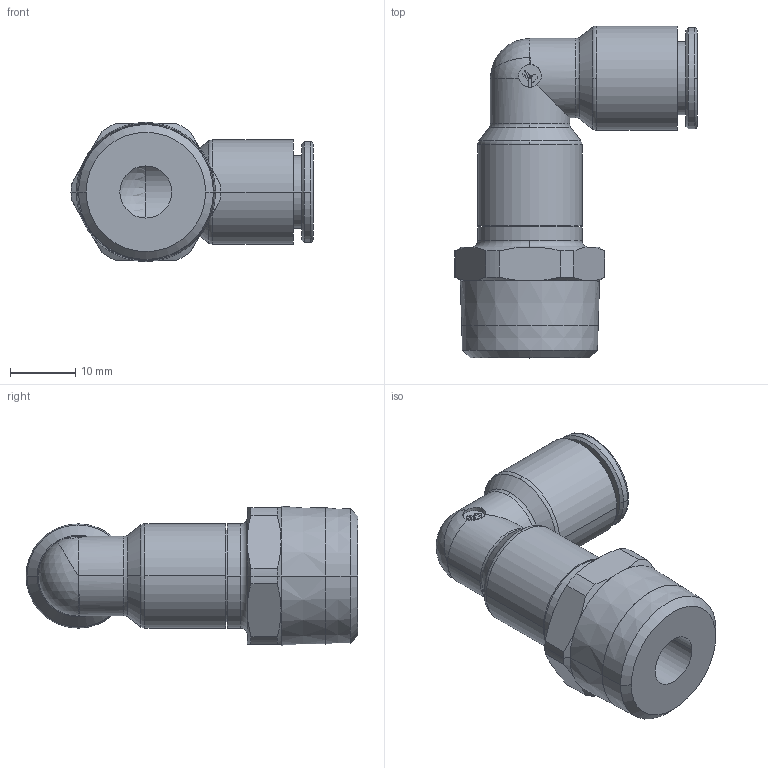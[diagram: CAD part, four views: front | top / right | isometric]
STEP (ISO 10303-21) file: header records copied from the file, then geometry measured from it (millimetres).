
FILE_DESCRIPTION(('STEP AP214'),'1');
FILE_NAME('3129_10_21.stp','2016-07-07T14:15:29',('TraceParts'),('TraceParts S.A.'),'Spatial InterOp 3D',' ',' ');
FILE_SCHEMA(('automotive_design'));
Length unit declared in the file: millimetre
Products named in the file (1): 1
Bounding box: 37.15 x 50.95 x 21.38 mm (x, y, z)
Volume: 9662.7 mm3; surface area: 6561.1 mm2
Topology: 1 solids, 1 shells, 120 faces, 305 edges, 193 vertices
Faces by surface type: cylinder 38, plane 35, cone 28, torus 12, sphere 7
Entity records: 4150 total; most frequent: CARTESIAN_POINT 1207, DIRECTION 667, ORIENTED_EDGE 598, EDGE_CURVE 299, AXIS2_PLACEMENT_3D 283, VERTEX_POINT 193, CIRCLE 160, EDGE_LOOP 134
